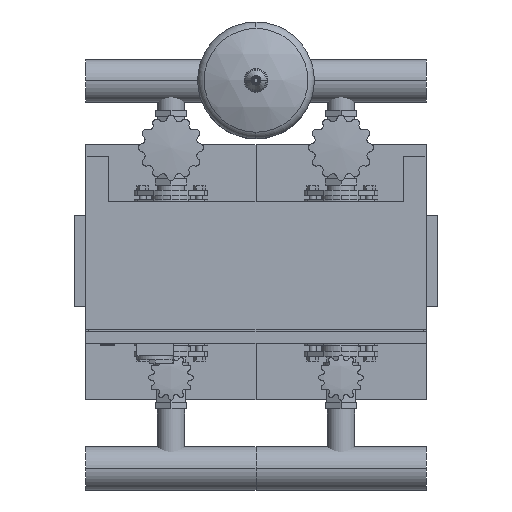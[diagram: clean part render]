
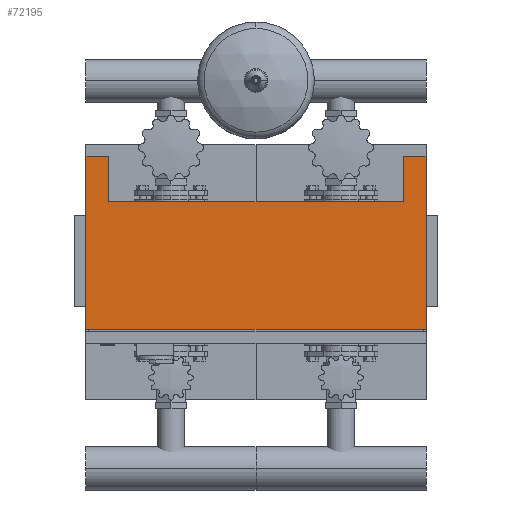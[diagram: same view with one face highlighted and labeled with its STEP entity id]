
A CAD part, top view. The second image highlights one B-rep face of the part: STEP entity #72195.
In plain terms, the highlighted planar face has unit normal (0, 0, 1).
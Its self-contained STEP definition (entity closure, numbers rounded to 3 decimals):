
#70843=CARTESIAN_POINT('',(560.0,202.353,1670.0));
#70844=VERTEX_POINT('',#70843);
#70845=CARTESIAN_POINT('',(600.0,202.353,1670.0));
#70846=VERTEX_POINT('',#70845);
#70847=CARTESIAN_POINT('',(560.0,202.353,1670.0));
#70848=DIRECTION('',(1.0,0.0,0.0));
#70849=VECTOR('',#70848,40.0);
#70850=LINE('',#70847,#70849);
#70851=EDGE_CURVE('',#70844,#70846,#70850,.T.);
#70905=CARTESIAN_POINT('',(560.0,122.353,1670.0));
#70906=VERTEX_POINT('',#70905);
#70913=CARTESIAN_POINT('',(560.0,202.353,1670.0));
#70914=DIRECTION('',(0.0,-1.0,0.0));
#70915=VECTOR('',#70914,80.0);
#70916=LINE('',#70913,#70915);
#70917=EDGE_CURVE('',#70844,#70906,#70916,.T.);
#70940=CARTESIAN_POINT('',(0.,202.353,1670.0));
#70941=VERTEX_POINT('',#70940);
#70948=CARTESIAN_POINT('',(40.,202.353,1670.0));
#70949=VERTEX_POINT('',#70948);
#70950=CARTESIAN_POINT('',(40.,202.353,1670.0));
#70951=DIRECTION('',(-1.0,0.0,0.0));
#70952=VECTOR('',#70951,40.0);
#70953=LINE('',#70950,#70952);
#70954=EDGE_CURVE('',#70949,#70941,#70953,.T.);
#71017=CARTESIAN_POINT('',(40.,122.353,1670.0));
#71018=VERTEX_POINT('',#71017);
#71019=CARTESIAN_POINT('',(40.,202.353,1670.0));
#71020=DIRECTION('',(0.0,-1.0,0.0));
#71021=VECTOR('',#71020,80.0);
#71022=LINE('',#71019,#71021);
#71023=EDGE_CURVE('',#70949,#71018,#71022,.T.);
#71065=CARTESIAN_POINT('',(560.0,122.353,1670.0));
#71066=DIRECTION('',(-1.0,0.0,0.0));
#71067=VECTOR('',#71066,520.0);
#71068=LINE('',#71065,#71067);
#71069=EDGE_CURVE('',#70906,#71018,#71068,.T.);
#72129=CARTESIAN_POINT('',(600.0,-102.647,1670.0));
#72130=VERTEX_POINT('',#72129);
#72139=CARTESIAN_POINT('',(0.,-102.647,1670.0));
#72140=VERTEX_POINT('',#72139);
#72141=CARTESIAN_POINT('',(0.,-102.647,1670.0));
#72142=DIRECTION('',(1.0,0.0,0.0));
#72143=VECTOR('',#72142,600.0);
#72144=LINE('',#72141,#72143);
#72145=EDGE_CURVE('',#72140,#72130,#72144,.T.);
#72170=CARTESIAN_POINT('',(0.,122.353,1670.0));
#72171=DIRECTION('',(0.0,0.0,1.0));
#72172=DIRECTION('',(0.0,-1.0,0.0));
#72173=AXIS2_PLACEMENT_3D('',#72170,#72171,#72172);
#72174=PLANE('',#72173);
#72175=ORIENTED_EDGE('',*,*,#72145,.T.);
#72176=CARTESIAN_POINT('',(600.0,202.353,1670.0));
#72177=DIRECTION('',(0.0,-1.0,0.0));
#72178=VECTOR('',#72177,305.0);
#72179=LINE('',#72176,#72178);
#72180=EDGE_CURVE('',#70846,#72130,#72179,.T.);
#72181=ORIENTED_EDGE('',*,*,#72180,.F.);
#72182=ORIENTED_EDGE('',*,*,#70851,.F.);
#72183=ORIENTED_EDGE('',*,*,#70917,.T.);
#72184=ORIENTED_EDGE('',*,*,#71069,.T.);
#72185=ORIENTED_EDGE('',*,*,#71023,.F.);
#72186=ORIENTED_EDGE('',*,*,#70954,.T.);
#72187=CARTESIAN_POINT('',(0.,202.353,1670.0));
#72188=DIRECTION('',(0.0,-1.0,0.0));
#72189=VECTOR('',#72188,305.0);
#72190=LINE('',#72187,#72189);
#72191=EDGE_CURVE('',#70941,#72140,#72190,.T.);
#72192=ORIENTED_EDGE('',*,*,#72191,.T.);
#72193=EDGE_LOOP('',(#72175,#72181,#72182,#72183,#72184,#72185,#72186,#72192));
#72194=FACE_OUTER_BOUND('',#72193,.T.);
#72195=ADVANCED_FACE('',(#72194),#72174,.T.);
